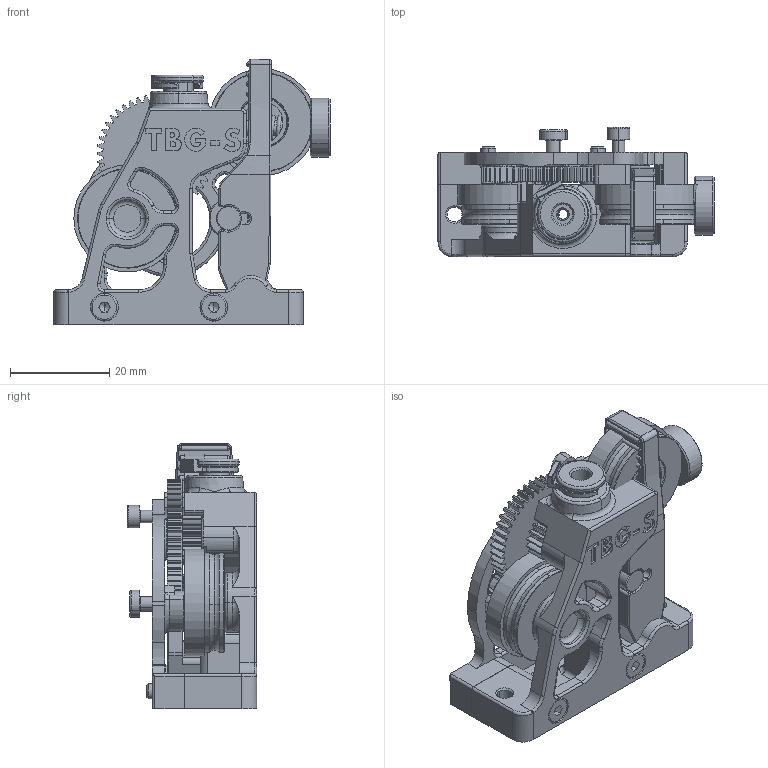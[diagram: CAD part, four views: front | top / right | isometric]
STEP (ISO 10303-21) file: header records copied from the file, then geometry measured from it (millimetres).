
FILE_DESCRIPTION(('FreeCAD Model'),'2;1');
FILE_NAME('Open CASCADE Shape Model','2025-05-03T08:34:08',('FreeCAD'),( 'FreeCAD'),'Open CASCADE STEP processor 7.6','FreeCAD','Unknown');
FILE_SCHEMA(('AUTOMOTIVE_DESIGN { 1 0 10303 214 1 1 1 1 }'));
Products named in the file (1): Open CASCADE STEP translator 7.6 1
Bounding box: 55.55 x 26 x 53.35 mm (x, y, z)
Volume: 24524.4 mm3; surface area: 24049.7 mm2
Topology: 26 solids, 26 shells, 1677 faces, 4171 edges, 2550 vertices
Faces by surface type: cylinder 800, plane 327, torus 272, cone 161, bspline 85, sphere 30, revolution 2
Entity records: 58145 total; most frequent: CARTESIAN_POINT 17375, DIRECTION 9328, ORIENTED_EDGE 8264, EDGE_CURVE 4132, AXIS2_PLACEMENT_3D 3897, VERTEX_POINT 2551, CIRCLE 2306, FACE_BOUND 1799
